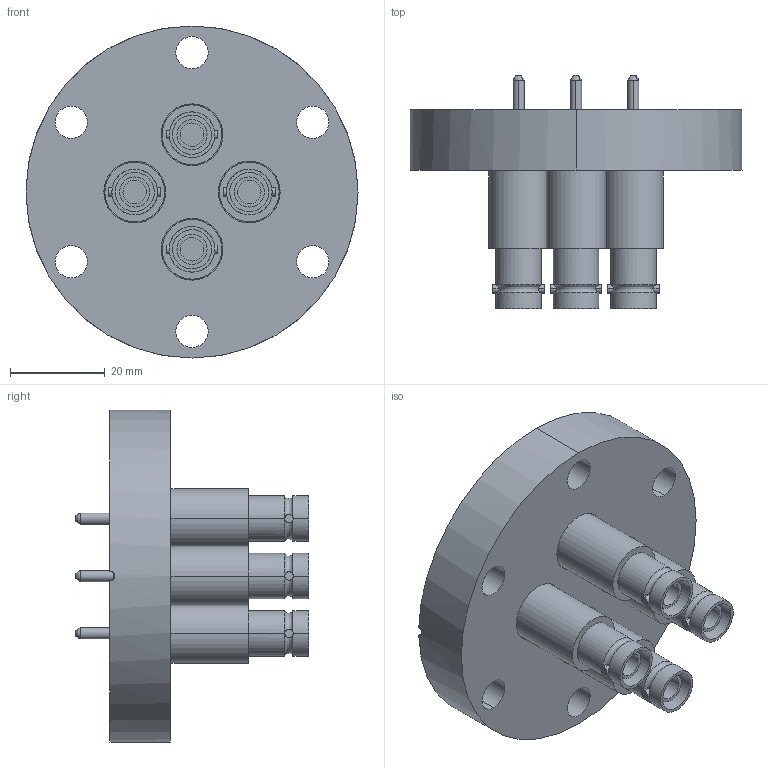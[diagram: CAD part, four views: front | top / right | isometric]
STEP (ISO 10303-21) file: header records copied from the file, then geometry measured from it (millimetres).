
FILE_DESCRIPTION (( 'STEP AP214' ), '1' );
FILE_NAME ('241-SHV-C40-4.STEP', '2019-05-15T14:20:46', ( '' ), ( '' ), 'SwSTEP 2.0', 'SolidWorks 2014', '' );
FILE_SCHEMA (( 'AUTOMOTIVE_DESIGN' ));
Length unit declared in the file: millimetre
Products named in the file (3): 241-SHV; 9418-C40-12.6-X_9418-C40-12.6-4; 241-SHV-C40-4
Assembly tree (5 placements, depth 2):
  241-SHV-C40-4
    9418-C40-12.6-X_9418-C40-12.6-4
    241-SHV  x4
Bounding box: 69.9 x 49.15 x 69.9 mm (x, y, z)
Volume: 47185.2 mm3; surface area: 28520.8 mm2
Topology: 17 solids, 17 shells, 230 faces, 528 edges, 348 vertices
Faces by surface type: cylinder 130, plane 64, bspline 24, cone 12
Entity records: 3269 total; most frequent: CARTESIAN_POINT 904, DIRECTION 498, ORIENTED_EDGE 434, EDGE_CURVE 217, AXIS2_PLACEMENT_3D 216, VERTEX_POINT 144, CIRCLE 122, EDGE_LOOP 121
